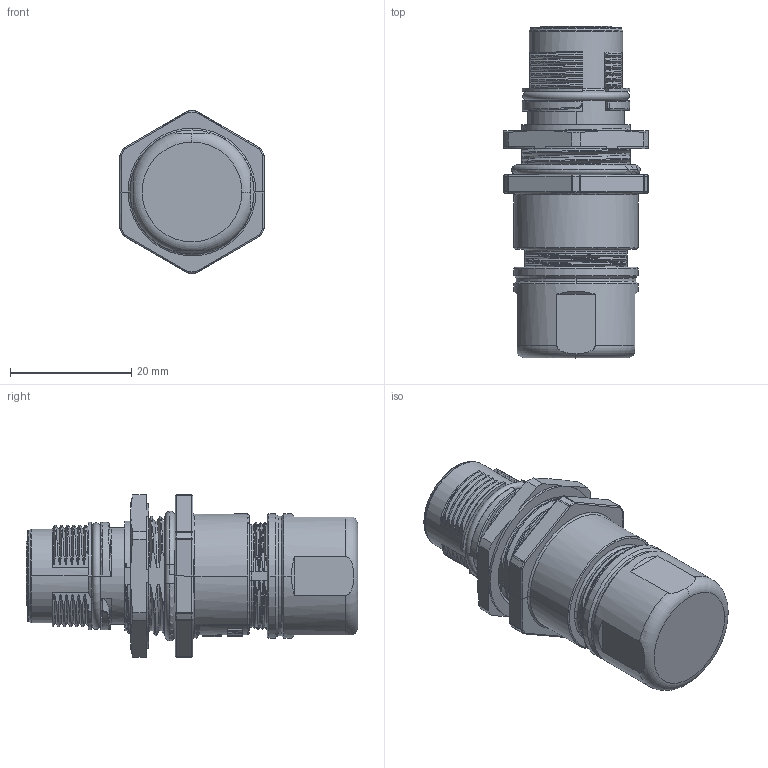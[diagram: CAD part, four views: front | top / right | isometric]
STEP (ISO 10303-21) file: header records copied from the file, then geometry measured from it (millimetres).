
FILE_DESCRIPTION((''),'2;1');
FILE_NAME('M17-XXX-CCT_R-DXX-SH_SW0001','2023-12-15T',('zh.su'),(''),'PRO/ENGINEER BY PARAMETRIC TECHNOLOGY CORPORATION, 2012480','PRO/ENGINEER BY PARAMETRIC TECHNOLOGY CORPORATION, 2012480','');
FILE_SCHEMA(('CONFIG_CONTROL_DESIGN'));
Products named in the file (1): M17-XXX-CCT_R-DXX-SH_SW0001
Bounding box: 23.9 x 54.85 x 26.8 mm (x, y, z)
Volume: 15197.3 mm3; surface area: 9260.6 mm2
Topology: 1 solids, 2 shells, 907 faces, 2446 edges, 1528 vertices
Faces by surface type: cylinder 277, bspline 262, plane 256, cone 61, torus 31, sphere 20
Entity records: 47410 total; most frequent: CARTESIAN_POINT 26944, ORIENTED_EDGE 4862, DIRECTION 3382, EDGE_CURVE 2431, VERTEX_POINT 1528, AXIS2_PLACEMENT_3D 1243, EDGE_LOOP 949, B_SPLINE_CURVE_WITH_KNOTS 937
